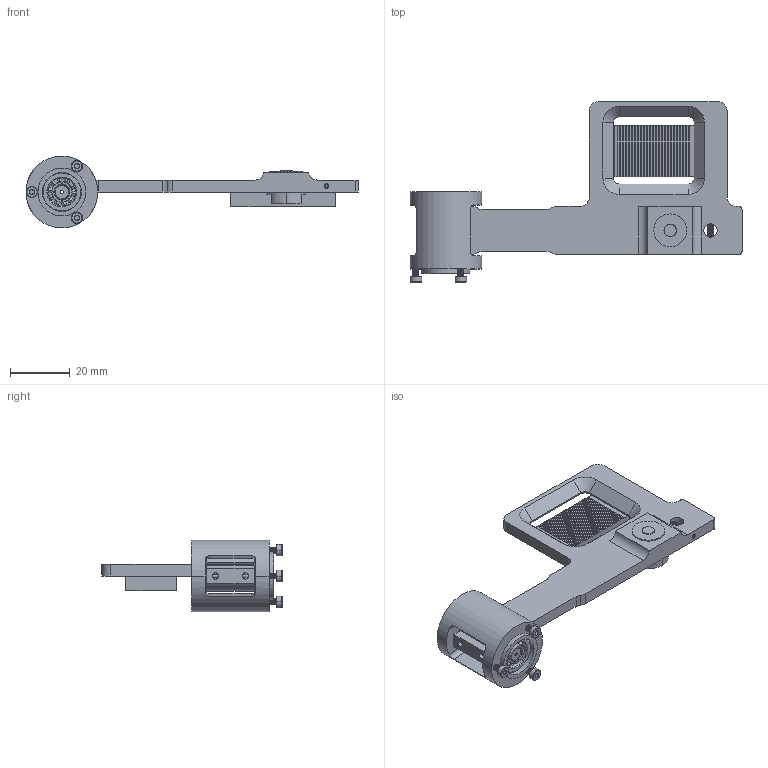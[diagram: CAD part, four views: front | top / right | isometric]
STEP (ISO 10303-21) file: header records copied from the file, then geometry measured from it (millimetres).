
FILE_DESCRIPTION (( 'STEP AP214' ), '1' );
FILE_NAME ('21259 (TLK-G1350R).STEP', '2010-08-24T19:49:35', ( 'User' ), ( 'Thorlabs' ), 'SwSTEP 2.0', 'SolidWorks 2009', '' );
FILE_SCHEMA (( 'AUTOMOTIVE_DESIGN' ));
Length unit declared in the file: millimetre
Products named in the file (1): 21259 (TLK-G1350R)
Bounding box: 111 x 60.3 x 24 mm (x, y, z)
Surface area: 13829.3 mm2 (no closed solid volume)
Topology: 0 solids, 24 shells, 636 faces, 2279 edges, 1517 vertices
Faces by surface type: cylinder 324, plane 147, cone 95, sphere 40, torus 24, bspline 6
Entity records: 39829 total; most frequent: CARTESIAN_POINT 15681, ORIENTED_EDGE 3809, DIRECTION 3206, EDGE_CURVE 2159, VERTEX_POINT 1437, AXIS2_PLACEMENT_3D 1132, LINE 942, VECTOR 942
